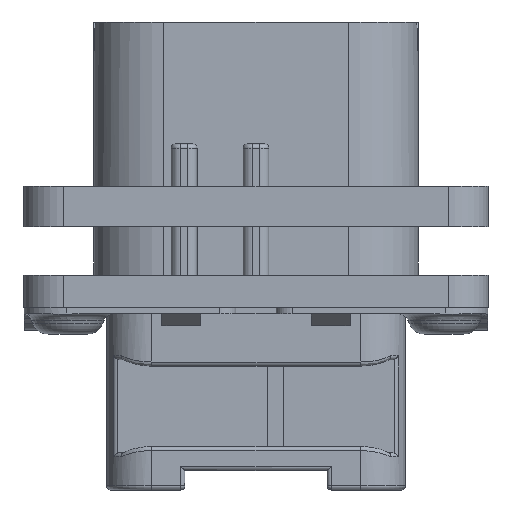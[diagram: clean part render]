
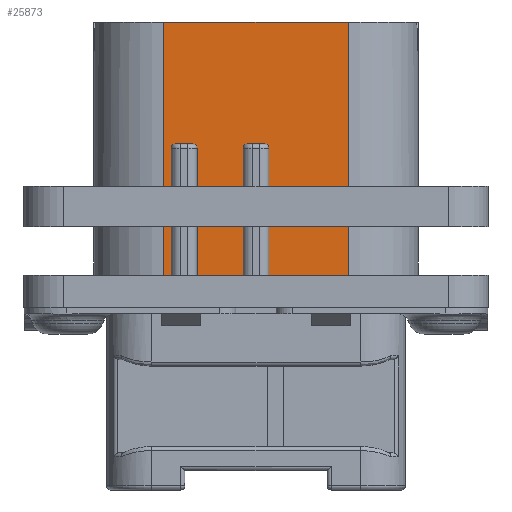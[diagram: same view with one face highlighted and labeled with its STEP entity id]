
A CAD part, front view. The second image highlights one B-rep face of the part: STEP entity #25873.
In plain terms, the highlighted planar face has unit normal (0, -1, 0).
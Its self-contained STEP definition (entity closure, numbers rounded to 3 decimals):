
#1218=DIRECTION('',(1.,0.,0.));
#1219=VECTOR('',#1218,11.4);
#1220=CARTESIAN_POINT('',(-5.7,-9.,17.67));
#1221=LINE('',#1220,#1219);
#1437=DIRECTION('',(0.,0.,1.));
#1438=VECTOR('',#1437,7.87);
#1439=CARTESIAN_POINT('',(-3.65,-9.,2.));
#1440=LINE('',#1439,#1438);
#1441=DIRECTION('',(1.,0.,0.));
#1442=VECTOR('',#1441,1.1);
#1443=CARTESIAN_POINT('',(-5.,-9.,10.12));
#1444=LINE('',#1443,#1442);
#1445=DIRECTION('',(0.,0.,1.));
#1446=VECTOR('',#1445,7.87);
#1447=CARTESIAN_POINT('',(-5.25,-9.,2.));
#1448=LINE('',#1447,#1446);
#1449=DIRECTION('',(0.,0.,-1.));
#1450=VECTOR('',#1449,15.67);
#1451=CARTESIAN_POINT('',(-5.7,-9.,17.67));
#1452=LINE('',#1451,#1450);
#1453=DIRECTION('',(0.,0.,-1.));
#1454=VECTOR('',#1453,15.67);
#1455=CARTESIAN_POINT('',(5.7,-9.,17.67));
#1456=LINE('',#1455,#1454);
#1457=DIRECTION('',(0.,0.,1.));
#1458=VECTOR('',#1457,7.87);
#1459=CARTESIAN_POINT('',(0.8,-9.,2.));
#1460=LINE('',#1459,#1458);
#1461=DIRECTION('',(1.,0.,0.));
#1462=VECTOR('',#1461,1.1);
#1463=CARTESIAN_POINT('',(-0.55,-9.,10.12));
#1464=LINE('',#1463,#1462);
#1465=DIRECTION('',(0.,0.,1.));
#1466=VECTOR('',#1465,7.87);
#1467=CARTESIAN_POINT('',(-0.8,-9.,2.));
#1468=LINE('',#1467,#1466);
#1482=CARTESIAN_POINT('',(-3.9,-9.,9.87));
#1483=DIRECTION('',(0.,1.,0.));
#1484=DIRECTION('',(0.,0.,1.));
#1485=AXIS2_PLACEMENT_3D('',#1482,#1483,#1484);
#1565=DIRECTION('',(1.,0.,0.));
#1566=VECTOR('',#1565,2.85);
#1567=CARTESIAN_POINT('',(-3.65,-9.,2.));
#1568=LINE('',#1567,#1566);
#1581=CARTESIAN_POINT('',(-0.55,-9.,9.87));
#1582=DIRECTION('',(0.,1.,0.));
#1583=DIRECTION('',(-1.,0.,0.));
#1584=AXIS2_PLACEMENT_3D('',#1581,#1582,#1583);
#1613=CARTESIAN_POINT('',(0.55,-9.,9.87));
#1614=DIRECTION('',(0.,1.,0.));
#1615=DIRECTION('',(0.,0.,1.));
#1616=AXIS2_PLACEMENT_3D('',#1613,#1614,#1615);
#1634=DIRECTION('',(1.,0.,0.));
#1635=VECTOR('',#1634,4.9);
#1636=CARTESIAN_POINT('',(0.8,-9.,2.));
#1637=LINE('',#1636,#1635);
#4185=DIRECTION('',(1.,0.,0.));
#4186=VECTOR('',#4185,0.45);
#4187=CARTESIAN_POINT('',(-5.7,-9.,2.));
#4188=LINE('',#4187,#4186);
#10397=CARTESIAN_POINT('',(-5.,-9.,9.87));
#10398=DIRECTION('',(0.,1.,0.));
#10399=DIRECTION('',(-1.,0.,0.));
#10400=AXIS2_PLACEMENT_3D('',#10397,#10398,#10399);
#20653=CARTESIAN_POINT('',(-5.7,-9.,17.67));
#20654=CARTESIAN_POINT('',(-5.7,-9.,2.));
#20655=VERTEX_POINT('',#20653);
#20656=VERTEX_POINT('',#20654);
#20657=CARTESIAN_POINT('',(5.7,-9.,17.67));
#20658=CARTESIAN_POINT('',(5.7,-9.,2.));
#20659=VERTEX_POINT('',#20657);
#20660=VERTEX_POINT('',#20658);
#22642=CARTESIAN_POINT('',(-5.25,-9.,2.));
#22643=VERTEX_POINT('',#22642);
#22644=CARTESIAN_POINT('',(-3.65,-9.,2.));
#22645=CARTESIAN_POINT('',(-0.8,-9.,2.));
#22646=VERTEX_POINT('',#22644);
#22647=VERTEX_POINT('',#22645);
#22648=CARTESIAN_POINT('',(0.8,-9.,2.));
#22649=VERTEX_POINT('',#22648);
#22739=CARTESIAN_POINT('',(-3.65,-9.,9.87));
#22741=VERTEX_POINT('',#22739);
#22743=CARTESIAN_POINT('',(-3.9,-9.,10.12));
#22745=VERTEX_POINT('',#22743);
#22758=CARTESIAN_POINT('',(-5.,-9.,10.12));
#22759=VERTEX_POINT('',#22758);
#22760=CARTESIAN_POINT('',(-5.25,-9.,9.87));
#22761=VERTEX_POINT('',#22760);
#22763=CARTESIAN_POINT('',(0.8,-9.,9.87));
#22765=VERTEX_POINT('',#22763);
#22767=CARTESIAN_POINT('',(0.55,-9.,10.12));
#22769=VERTEX_POINT('',#22767);
#22782=CARTESIAN_POINT('',(-0.55,-9.,10.12));
#22783=VERTEX_POINT('',#22782);
#22784=CARTESIAN_POINT('',(-0.8,-9.,9.87));
#22785=VERTEX_POINT('',#22784);
#25836=CARTESIAN_POINT('',(-10.05,-9.,2.));
#25837=DIRECTION('',(0.,-1.,0.));
#25838=DIRECTION('',(1.,0.,0.));
#25839=AXIS2_PLACEMENT_3D('',#25836,#25837,#25838);
#25840=PLANE('',#25839);
#25842=ORIENTED_EDGE('',*,*,#25841,.T.);
#25844=ORIENTED_EDGE('',*,*,#25843,.F.);
#25846=ORIENTED_EDGE('',*,*,#25845,.F.);
#25848=ORIENTED_EDGE('',*,*,#25847,.F.);
#25850=ORIENTED_EDGE('',*,*,#25849,.F.);
#25852=ORIENTED_EDGE('',*,*,#25851,.F.);
#25854=ORIENTED_EDGE('',*,*,#25853,.F.);
#25855=ORIENTED_EDGE('',*,*,#25723,.T.);
#25856=ORIENTED_EDGE('',*,*,#25633,.T.);
#25858=ORIENTED_EDGE('',*,*,#25857,.F.);
#25860=ORIENTED_EDGE('',*,*,#25859,.T.);
#25862=ORIENTED_EDGE('',*,*,#25861,.F.);
#25864=ORIENTED_EDGE('',*,*,#25863,.F.);
#25866=ORIENTED_EDGE('',*,*,#25865,.F.);
#25868=ORIENTED_EDGE('',*,*,#25867,.F.);
#25870=ORIENTED_EDGE('',*,*,#25869,.F.);
#25871=EDGE_LOOP('',(#25842,#25844,#25846,#25848,#25850,#25852,#25854,#25855,
#25856,#25858,#25860,#25862,#25864,#25866,#25868,#25870));
#25872=FACE_OUTER_BOUND('',#25871,.F.);
#25873=ADVANCED_FACE('',(#25872),#25840,.T.);
#1486=CIRCLE('',#1485,0.25);
#1585=CIRCLE('',#1584,0.25);
#1617=CIRCLE('',#1616,0.25);
#10401=CIRCLE('',#10400,0.25);
#25633=EDGE_CURVE('',#20659,#20660,#1456,.T.);
#25723=EDGE_CURVE('',#20655,#20659,#1221,.T.);
#25841=EDGE_CURVE('',#22646,#22741,#1440,.T.);
#25843=EDGE_CURVE('',#22745,#22741,#1486,.T.);
#25845=EDGE_CURVE('',#22759,#22745,#1444,.T.);
#25847=EDGE_CURVE('',#22761,#22759,#10401,.T.);
#25849=EDGE_CURVE('',#22643,#22761,#1448,.T.);
#25851=EDGE_CURVE('',#20656,#22643,#4188,.T.);
#25853=EDGE_CURVE('',#20655,#20656,#1452,.T.);
#25857=EDGE_CURVE('',#22649,#20660,#1637,.T.);
#25859=EDGE_CURVE('',#22649,#22765,#1460,.T.);
#25861=EDGE_CURVE('',#22769,#22765,#1617,.T.);
#25863=EDGE_CURVE('',#22783,#22769,#1464,.T.);
#25865=EDGE_CURVE('',#22785,#22783,#1585,.T.);
#25867=EDGE_CURVE('',#22647,#22785,#1468,.T.);
#25869=EDGE_CURVE('',#22646,#22647,#1568,.T.);
